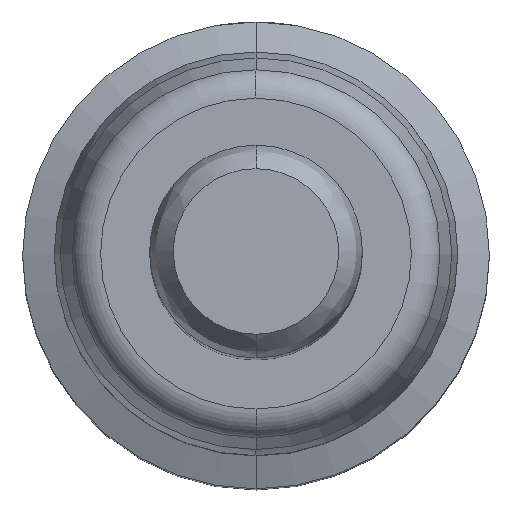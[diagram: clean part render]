
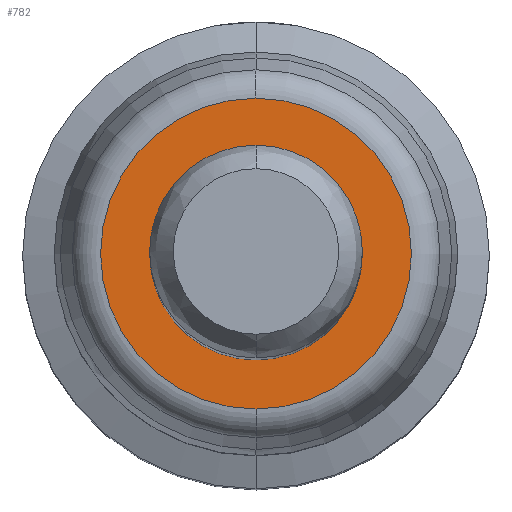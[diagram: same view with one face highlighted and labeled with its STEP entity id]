
A CAD part, top view. The second image highlights one B-rep face of the part: STEP entity #782.
In plain terms, the highlighted planar face has unit normal (0, 0, 1).
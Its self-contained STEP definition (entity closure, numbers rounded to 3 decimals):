
#53=CARTESIAN_POINT('',(0.,0.,-21.1));
#54=DIRECTION('',(0.,0.,-1.));
#55=DIRECTION('',(0.,1.,0.));
#56=AXIS2_PLACEMENT_3D('',#53,#54,#55);
#66=CARTESIAN_POINT('',(0.,0.,-21.1));
#67=DIRECTION('',(0.,0.,1.));
#68=DIRECTION('',(0.,1.,0.));
#69=AXIS2_PLACEMENT_3D('',#66,#67,#68);
#76=CARTESIAN_POINT('',(0.,0.,-21.1));
#77=DIRECTION('',(0.,0.,-1.));
#78=DIRECTION('',(0.,-1.,0.));
#79=AXIS2_PLACEMENT_3D('',#76,#77,#78);
#99=CARTESIAN_POINT('',(0.,0.,-21.1));
#100=DIRECTION('',(0.,0.,-1.));
#101=DIRECTION('',(0.,1.,0.));
#102=AXIS2_PLACEMENT_3D('',#99,#100,#101);
#623=CARTESIAN_POINT('',(0.,1.8,-21.1));
#625=VERTEX_POINT('',#623);
#627=CARTESIAN_POINT('',(0.,-1.8,-21.1));
#629=VERTEX_POINT('',#627);
#643=CARTESIAN_POINT('',(0.,-2.629,-21.1));
#644=CARTESIAN_POINT('',(0.,2.629,-21.1));
#645=VERTEX_POINT('',#643);
#646=VERTEX_POINT('',#644);
#767=CARTESIAN_POINT('',(0.,0.,-21.1));
#768=DIRECTION('',(0.,0.,-1.));
#769=DIRECTION('',(0.,-1.,0.));
#770=AXIS2_PLACEMENT_3D('',#767,#768,#769);
#771=PLANE('',#770);
#773=ORIENTED_EDGE('',*,*,#772,.T.);
#775=ORIENTED_EDGE('',*,*,#774,.T.);
#776=EDGE_LOOP('',(#773,#775));
#777=FACE_OUTER_BOUND('',#776,.F.);
#778=ORIENTED_EDGE('',*,*,#746,.F.);
#779=ORIENTED_EDGE('',*,*,#762,.T.);
#780=EDGE_LOOP('',(#778,#779));
#781=FACE_BOUND('',#780,.F.);
#57=CIRCLE('',#56,1.8);
#70=CIRCLE('',#69,1.8);
#80=CIRCLE('',#79,2.629);
#103=CIRCLE('',#102,2.629);
#746=EDGE_CURVE('',#625,#629,#57,.T.);
#762=EDGE_CURVE('',#625,#629,#70,.T.);
#772=EDGE_CURVE('',#645,#646,#80,.T.);
#774=EDGE_CURVE('',#646,#645,#103,.T.);
#782=ADVANCED_FACE('',(#777,#781),#771,.F.);
